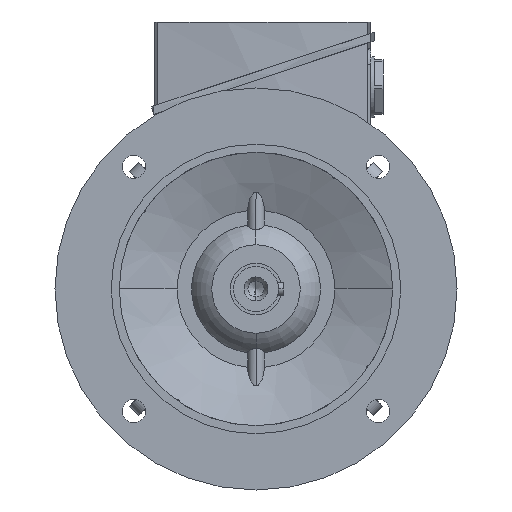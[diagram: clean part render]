
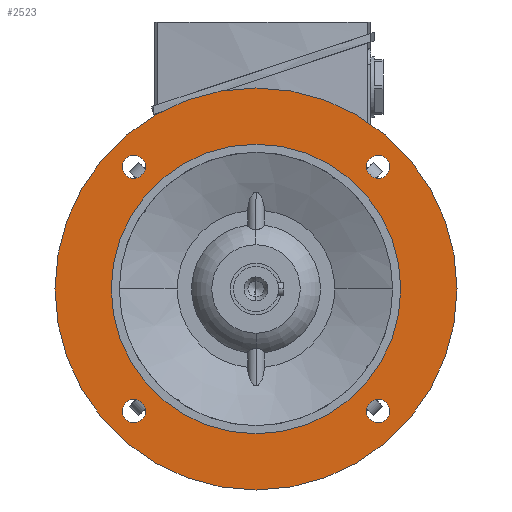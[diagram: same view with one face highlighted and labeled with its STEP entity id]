
A CAD part, left-side view. The second image highlights one B-rep face of the part: STEP entity #2523.
In plain terms, the highlighted planar face has unit normal (-1, 0, 0).
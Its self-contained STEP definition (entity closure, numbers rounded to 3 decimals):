
#2523=ADVANCED_FACE('',(#5260,#5261,#5262,#5263,#5264,#5265),#5266,.T.);
#5260=FACE_BOUND('',#8202,.T.);
#5261=FACE_BOUND('',#8203,.T.);
#5262=FACE_BOUND('',#8204,.T.);
#5263=FACE_BOUND('',#8205,.T.);
#5264=FACE_OUTER_BOUND('',#8206,.T.);
#5265=FACE_BOUND('',#8207,.T.);
#5266=PLANE('',#8208);
#8202=EDGE_LOOP('',(#15959,#15960));
#8203=EDGE_LOOP('',(#15961,#15962));
#8204=EDGE_LOOP('',(#15963,#15964));
#8205=EDGE_LOOP('',(#15965,#15966));
#8206=EDGE_LOOP('',(#15967,#15968));
#8207=EDGE_LOOP('',(#15969,#15970));
#8208=AXIS2_PLACEMENT_3D('',#15971,#15972,#15973);
#15959=ORIENTED_EDGE('',*,*,#21078,.T.);
#15960=ORIENTED_EDGE('',*,*,#18126,.T.);
#15961=ORIENTED_EDGE('',*,*,#21079,.T.);
#15962=ORIENTED_EDGE('',*,*,#18131,.T.);
#15963=ORIENTED_EDGE('',*,*,#21080,.T.);
#15964=ORIENTED_EDGE('',*,*,#18136,.T.);
#15965=ORIENTED_EDGE('',*,*,#21081,.T.);
#15966=ORIENTED_EDGE('',*,*,#18141,.T.);
#15967=ORIENTED_EDGE('',*,*,#18151,.F.);
#15968=ORIENTED_EDGE('',*,*,#21082,.F.);
#15969=ORIENTED_EDGE('',*,*,#18224,.T.);
#15970=ORIENTED_EDGE('',*,*,#20176,.T.);
#15971=CARTESIAN_POINT('',(-40.5,107.5,0.0));
#15972=DIRECTION('',(-1.0,0.0,0.0));
#15973=DIRECTION('',(0.0,-1.0,0.0));
#18126=EDGE_CURVE('',#21871,#21868,#21872,.T.);
#18131=EDGE_CURVE('',#21880,#21877,#21881,.T.);
#18136=EDGE_CURVE('',#21889,#21886,#21890,.T.);
#18141=EDGE_CURVE('',#21898,#21895,#21899,.T.);
#18151=EDGE_CURVE('',#21913,#21916,#21917,.T.);
#18224=EDGE_CURVE('',#22043,#22047,#22049,.T.);
#20176=EDGE_CURVE('',#22047,#22043,#25028,.T.);
#21078=EDGE_CURVE('',#21868,#21871,#26321,.T.);
#21079=EDGE_CURVE('',#21877,#21880,#26322,.T.);
#21080=EDGE_CURVE('',#21886,#21889,#26323,.T.);
#21081=EDGE_CURVE('',#21895,#21898,#26324,.T.);
#21082=EDGE_CURVE('',#21916,#21913,#26325,.T.);
#21868=VERTEX_POINT('',#27380);
#21871=VERTEX_POINT('',#27384);
#21872=CIRCLE('',#27385,7.25);
#21877=VERTEX_POINT('',#27391);
#21880=VERTEX_POINT('',#27395);
#21881=CIRCLE('',#27396,7.25);
#21886=VERTEX_POINT('',#27402);
#21889=VERTEX_POINT('',#27406);
#21890=CIRCLE('',#27407,7.25);
#21895=VERTEX_POINT('',#27413);
#21898=VERTEX_POINT('',#27417);
#21899=CIRCLE('',#27418,7.25);
#21913=VERTEX_POINT('',#27442);
#21916=VERTEX_POINT('',#27446);
#21917=CIRCLE('',#27447,125.0);
#22043=VERTEX_POINT('',#27804);
#22047=VERTEX_POINT('',#27809);
#22049=CIRCLE('',#27812,90.0);
#25028=CIRCLE('',#34412,90.0);
#26321=CIRCLE('',#37953,7.25);
#26322=CIRCLE('',#37954,7.25);
#26323=CIRCLE('',#37955,7.25);
#26324=CIRCLE('',#37956,7.25);
#26325=CIRCLE('',#37957,125.0);
#27380=CARTESIAN_POINT('',(-40.5,-81.141,-81.141));
#27384=CARTESIAN_POINT('',(-40.5,-70.887,-70.887));
#27385=AXIS2_PLACEMENT_3D('',#39833,#39834,#39835);
#27391=CARTESIAN_POINT('',(-40.5,81.141,-81.141));
#27395=CARTESIAN_POINT('',(-40.5,70.887,-70.887));
#27396=AXIS2_PLACEMENT_3D('',#39841,#39842,#39843);
#27402=CARTESIAN_POINT('',(-40.5,81.141,81.141));
#27406=CARTESIAN_POINT('',(-40.5,70.887,70.887));
#27407=AXIS2_PLACEMENT_3D('',#39849,#39850,#39851);
#27413=CARTESIAN_POINT('',(-40.5,-81.141,81.141));
#27417=CARTESIAN_POINT('',(-40.5,-70.887,70.887));
#27418=AXIS2_PLACEMENT_3D('',#39857,#39858,#39859);
#27442=CARTESIAN_POINT('',(-40.5,125.0,0.0));
#27446=CARTESIAN_POINT('',(-40.5,-125.0,0.));
#27447=AXIS2_PLACEMENT_3D('',#39874,#39875,#39876);
#27804=CARTESIAN_POINT('',(-40.5,90.0,0.0));
#27809=CARTESIAN_POINT('',(-40.5,-90.0,0.));
#27812=AXIS2_PLACEMENT_3D('',#39984,#39985,#39986);
#34412=AXIS2_PLACEMENT_3D('',#42051,#42052,#42053);
#37953=AXIS2_PLACEMENT_3D('',#42868,#42869,#42870);
#37954=AXIS2_PLACEMENT_3D('',#42871,#42872,#42873);
#37955=AXIS2_PLACEMENT_3D('',#42874,#42875,#42876);
#37956=AXIS2_PLACEMENT_3D('',#42877,#42878,#42879);
#37957=AXIS2_PLACEMENT_3D('',#42880,#42881,#42882);
#39833=CARTESIAN_POINT('',(-40.5,-76.014,-76.014));
#39834=DIRECTION('',(1.0,0.0,0.0));
#39835=DIRECTION('',(0.0,-0.707,-0.707));
#39841=CARTESIAN_POINT('',(-40.5,76.014,-76.014));
#39842=DIRECTION('',(1.0,-0.0,0.0));
#39843=DIRECTION('',(0.0,0.707,-0.707));
#39849=CARTESIAN_POINT('',(-40.5,76.014,76.014));
#39850=DIRECTION('',(1.0,0.0,-0.0));
#39851=DIRECTION('',(0.0,0.707,0.707));
#39857=CARTESIAN_POINT('',(-40.5,-76.014,76.014));
#39858=DIRECTION('',(1.0,0.0,-0.0));
#39859=DIRECTION('',(0.0,-0.707,0.707));
#39874=CARTESIAN_POINT('',(-40.5,0.0,0.0));
#39875=DIRECTION('',(1.0,0.0,0.0));
#39876=DIRECTION('',(0.0,1.0,0.0));
#39984=CARTESIAN_POINT('',(-40.5,0.0,0.0));
#39985=DIRECTION('',(1.0,0.0,0.0));
#39986=DIRECTION('',(0.0,1.0,0.0));
#42051=CARTESIAN_POINT('',(-40.5,0.0,0.0));
#42052=DIRECTION('',(1.0,0.0,0.0));
#42053=DIRECTION('',(0.0,1.0,0.0));
#42868=CARTESIAN_POINT('',(-40.5,-76.014,-76.014));
#42869=DIRECTION('',(1.0,0.0,0.0));
#42870=DIRECTION('',(0.0,-0.707,-0.707));
#42871=CARTESIAN_POINT('',(-40.5,76.014,-76.014));
#42872=DIRECTION('',(1.0,-0.0,0.0));
#42873=DIRECTION('',(0.0,0.707,-0.707));
#42874=CARTESIAN_POINT('',(-40.5,76.014,76.014));
#42875=DIRECTION('',(1.0,0.0,-0.0));
#42876=DIRECTION('',(0.0,0.707,0.707));
#42877=CARTESIAN_POINT('',(-40.5,-76.014,76.014));
#42878=DIRECTION('',(1.0,0.0,-0.0));
#42879=DIRECTION('',(0.0,-0.707,0.707));
#42880=CARTESIAN_POINT('',(-40.5,0.0,0.0));
#42881=DIRECTION('',(1.0,0.0,0.0));
#42882=DIRECTION('',(0.0,1.0,0.0));
